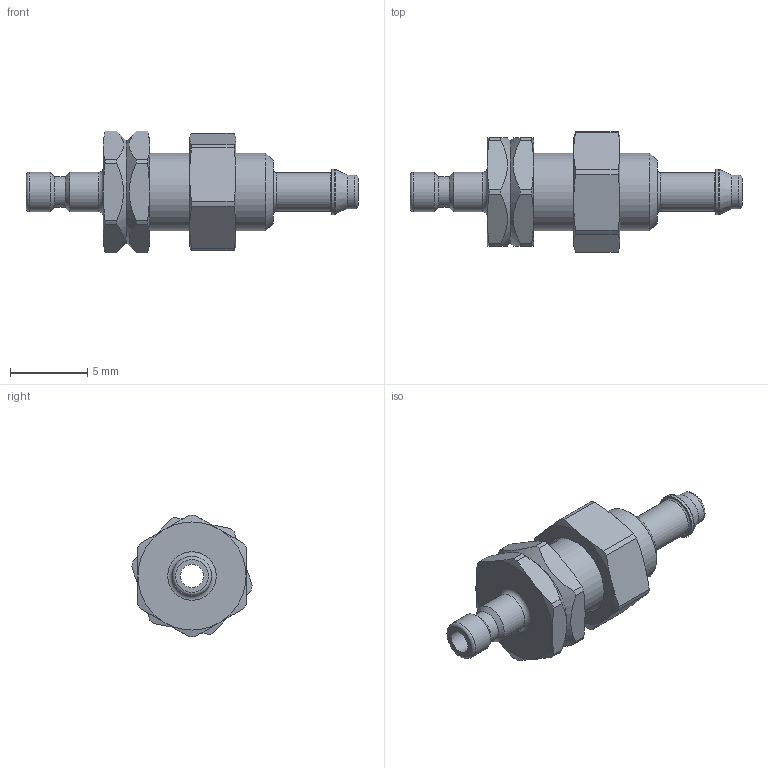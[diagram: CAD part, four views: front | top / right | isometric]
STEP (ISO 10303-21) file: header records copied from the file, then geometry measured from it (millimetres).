
FILE_DESCRIPTION((''),'2;1');
FILE_NAME('02sfts02mxx.stp','2012-10-11T07:09:00',('AS035480'),(''),'Autodesk Inventor 2011','Autodesk Inventor 2011','');
FILE_SCHEMA(('AUTOMOTIVE_DESIGN { 1 0 10303 214 1 1 1 1 }'));
Length unit declared in the file: millimetre
Products named in the file (3): D104491; D104455; D104452
Assembly tree (2 placements, depth 2):
  D104491
    D104455
    D104452
Bounding box: 21.5 x 7.8 x 7.9 mm (x, y, z)
Volume: 368.4 mm3; surface area: 618.2 mm2
Topology: 2 solids, 2 shells, 91 faces, 209 edges, 126 vertices
Faces by surface type: cone 32, cylinder 27, plane 26, torus 6
Full cylindrical faces by diameter (mm): 1.5 x1, 2 x1, 2.2 x1, 2.5 x1, 2.54 x2, 2.95 x1, 4.48 x1, 5 x1
Entity records: 2448 total; most frequent: CARTESIAN_POINT 524, DIRECTION 404, ORIENTED_EDGE 368, AXIS2_PLACEMENT_3D 184, EDGE_CURVE 184, VERTEX_POINT 124, EDGE_LOOP 122, FACE_OUTER_BOUND 91
